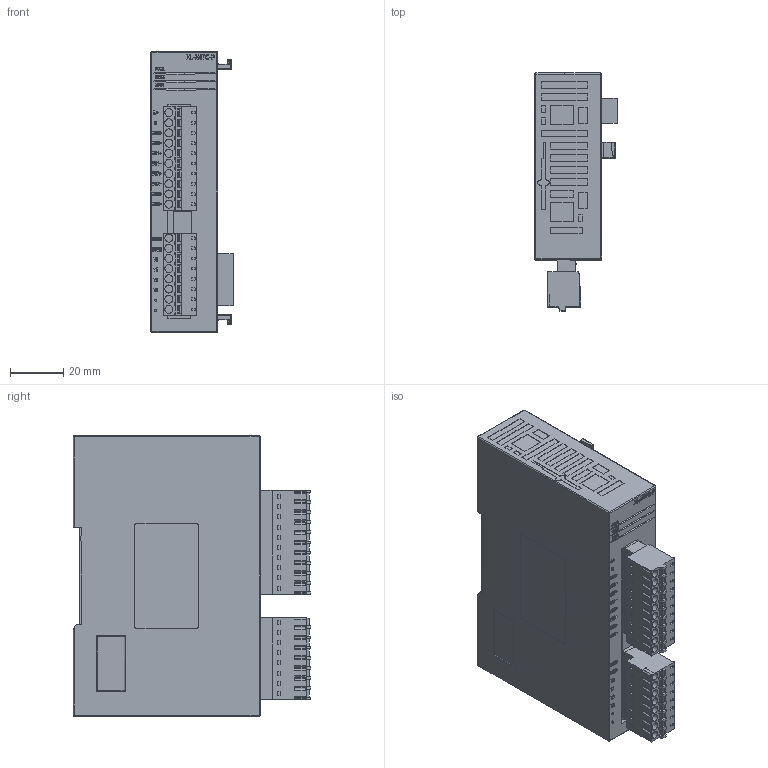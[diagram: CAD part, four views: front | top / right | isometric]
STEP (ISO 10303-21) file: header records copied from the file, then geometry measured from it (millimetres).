
FILE_DESCRIPTION(/* description */ (''),/* implementation_level */ '2;1');
FILE_NAME(/* name */ 'XL-E4T~1',/* time_stamp */ '2022-08-15T10:06:27+08:00',/* author */ (''),/* organization */ (''),/* preprocessor_version */ 'ST-DEVELOPER v16.5',/* originating_system */ '',/* authorisation */ '');
FILE_SCHEMA (('CONFIG_CONTROL_DESIGN'));
Length unit declared in the file: millimetre
Products named in the file (1): Document
Bounding box: 30.8 x 88.99 x 105 mm (x, y, z)
Volume: 193596 mm3; surface area: 32673.3 mm2
Topology: 74 solids, 74 shells, 2351 faces, 6085 edges, 4013 vertices
Faces by surface type: plane 1989, bspline 214, cylinder 148
Entity records: 69200 total; most frequent: CARTESIAN_POINT 26870, ORIENTED_EDGE 12168, EDGE_CURVE 6084, B_SPLINE_CURVE_WITH_KNOTS 5779, VERTEX_POINT 4013, EDGE_LOOP 2549, ADVANCED_FACE 2351, FACE_OUTER_BOUND 2351
